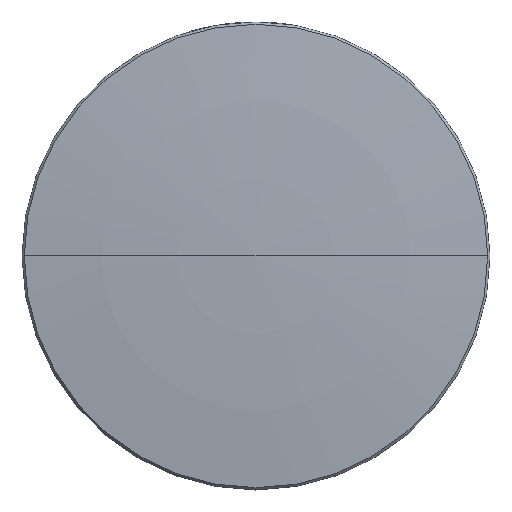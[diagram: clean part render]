
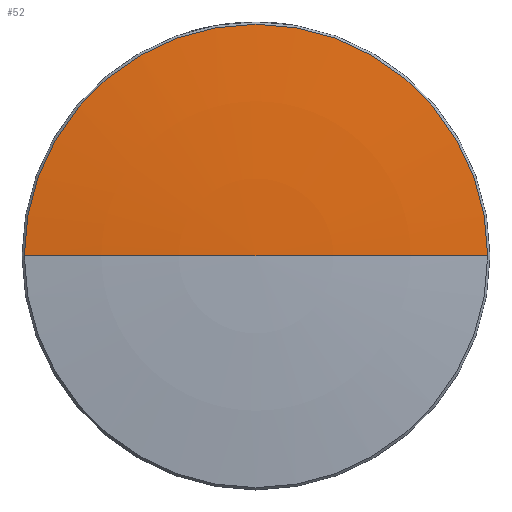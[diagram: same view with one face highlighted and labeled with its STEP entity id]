
A CAD part, top view. The second image highlights one B-rep face of the part: STEP entity #52.
In plain terms, the highlighted toroidal (fillet/blend) face has major radius 0.031 mm and minor radius 230.04 mm.
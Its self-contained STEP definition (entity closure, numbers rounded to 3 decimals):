
#52 = ADVANCED_FACE ( 'NONE', ( #1851 ), #1189, .T. ) ;
#105 = CARTESIAN_POINT ( 'NONE',  ( 0., 0., -227.835 ) ) ;
#151 = DIRECTION ( 'NONE',  ( 0., 0., 1. ) ) ;
#204 = ORIENTED_EDGE ( 'NONE', *, *, #1229, .F. ) ;
#217 = EDGE_LOOP ( 'NONE', ( #2354, #2110, #204 ) ) ;
#222 = AXIS2_PLACEMENT_3D ( 'NONE', #2437, #813, #403 ) ;
#275 = VERTEX_POINT ( 'NONE', #2043 ) ;
#403 = DIRECTION ( 'NONE',  ( -1., 0., 0. ) ) ;
#567 = VERTEX_POINT ( 'NONE', #1890 ) ;
#711 = CIRCLE ( 'NONE', #222, 230.04 ) ;
#813 = DIRECTION ( 'NONE',  ( 0., 1., 0. ) ) ;
#990 = AXIS2_PLACEMENT_3D ( 'NONE', #2005, #2214, #2623 ) ;
#1189 = TOROIDAL_SURFACE ( 'NONE', #2362, -0.031, 230.04 ) ;
#1229 = EDGE_CURVE ( 'NONE', #275, #2194, #2153, .T. ) ;
#1270 = CARTESIAN_POINT ( 'NONE',  ( 0., 0., 2.205 ) ) ;
#1307 = AXIS2_PLACEMENT_3D ( 'NONE', #1379, #151, #2398 ) ;
#1379 = CARTESIAN_POINT ( 'NONE',  ( 0., 0., 0.822 ) ) ;
#1737 = EDGE_CURVE ( 'NONE', #275, #567, #2284, .T. ) ;
#1851 = FACE_OUTER_BOUND ( 'NONE', #217, .T. ) ;
#1890 = CARTESIAN_POINT ( 'NONE',  ( -25.152, 0., 0.822 ) ) ;
#1956 = DIRECTION ( 'NONE',  ( 0., 0., 1. ) ) ;
#2005 = CARTESIAN_POINT ( 'NONE',  ( -0.031, 0., -227.835 ) ) ;
#2043 = CARTESIAN_POINT ( 'NONE',  ( 25.152, 0., 0.822 ) ) ;
#2110 = ORIENTED_EDGE ( 'NONE', *, *, #2453, .T. ) ;
#2153 = CIRCLE ( 'NONE', #990, 230.04 ) ;
#2194 = VERTEX_POINT ( 'NONE', #1270 ) ;
#2214 = DIRECTION ( 'NONE',  ( 0., -1., 0. ) ) ;
#2284 = CIRCLE ( 'NONE', #1307, 25.152 ) ;
#2335 = DIRECTION ( 'NONE',  ( 1., 0., 0. ) ) ;
#2354 = ORIENTED_EDGE ( 'NONE', *, *, #1737, .T. ) ;
#2362 = AXIS2_PLACEMENT_3D ( 'NONE', #105, #1956, #2335 ) ;
#2398 = DIRECTION ( 'NONE',  ( -1., 0., 0. ) ) ;
#2437 = CARTESIAN_POINT ( 'NONE',  ( 0.031, 0., -227.835 ) ) ;
#2453 = EDGE_CURVE ( 'NONE', #567, #2194, #711, .T. ) ;
#2623 = DIRECTION ( 'NONE',  ( 0., 0., -1. ) ) ;
